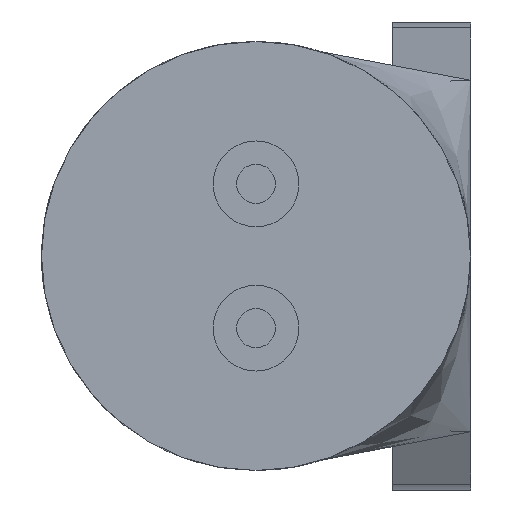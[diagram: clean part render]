
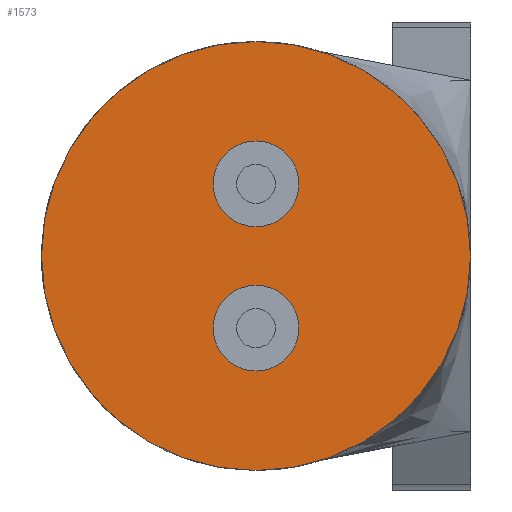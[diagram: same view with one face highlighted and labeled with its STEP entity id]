
A CAD part, left-side view. The second image highlights one B-rep face of the part: STEP entity #1573.
In plain terms, the highlighted planar face has unit normal (-1, 0, 0).
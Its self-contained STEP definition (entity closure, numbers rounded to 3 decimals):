
#1401 = VERTEX_POINT ( 'NONE', #1785 ) ;
#1402 = VERTEX_POINT ( 'NONE', #1786 ) ;
#1405 = VERTEX_POINT ( 'NONE', #1789 ) ;
#1406 = VERTEX_POINT ( 'NONE', #1790 ) ;
#1412 = VERTEX_POINT ( 'NONE', #1796 ) ;
#1447 = VERTEX_POINT ( 'NONE', #1831 ) ;
#1573 = ADVANCED_FACE ( 'NONE', ( #6383, #6387, #6384 ), #2782, .T. ) ;
#1785 = CARTESIAN_POINT ( 'NONE',  ( -13., 2.75, -1.475 ) ) ;
#1786 = CARTESIAN_POINT ( 'NONE',  ( -13., 2.75, -0.375 ) ) ;
#1789 = CARTESIAN_POINT ( 'NONE',  ( -13., 2.75, 0.375 ) ) ;
#1790 = CARTESIAN_POINT ( 'NONE',  ( -13., 2.75, 1.475 ) ) ;
#1796 = CARTESIAN_POINT ( 'NONE',  ( -13., 2.75, 2.75 ) ) ;
#1831 = CARTESIAN_POINT ( 'NONE',  ( -13., 2.75, -2.75 ) ) ;
#2782 = PLANE ( 'NONE',  #3890 ) ;
#2788 = CARTESIAN_POINT ( 'NONE',  ( -13., 2.75, 0. ) ) ;
#2789 = DIRECTION ( 'NONE',  ( -1., 0., 0. ) ) ;
#2790 = DIRECTION ( 'NONE',  ( 0., 0., 1. ) ) ;
#2903 = EDGE_LOOP ( 'NONE', ( #3181, #3298 ) ) ;
#2906 = EDGE_LOOP ( 'NONE', ( #3286, #3167 ) ) ;
#2947 = EDGE_LOOP ( 'NONE', ( #3645, #3378 ) ) ;
#3167 = ORIENTED_EDGE ( 'NONE', *, *, #4251, .F. ) ;
#3181 = ORIENTED_EDGE ( 'NONE', *, *, #4250, .F. ) ;
#3286 = ORIENTED_EDGE ( 'NONE', *, *, #4235, .F. ) ;
#3298 = ORIENTED_EDGE ( 'NONE', *, *, #4241, .F. ) ;
#3378 = ORIENTED_EDGE ( 'NONE', *, *, #4245, .F. ) ;
#3645 = ORIENTED_EDGE ( 'NONE', *, *, #4249, .F. ) ;
#3890 = AXIS2_PLACEMENT_3D ( 'NONE', #2788, #2789, #2790 ) ;
#4235 = EDGE_CURVE ( 'NONE', #1447, #1412, #5588, .T. ) ;
#4241 = EDGE_CURVE ( 'NONE', #1406, #1405, #5601, .T. ) ;
#4245 = EDGE_CURVE ( 'NONE', #1402, #1401, #5607, .T. ) ;
#4249 = EDGE_CURVE ( 'NONE', #1401, #1402, #5613, .T. ) ;
#4250 = EDGE_CURVE ( 'NONE', #1405, #1406, #5614, .T. ) ;
#4251 = EDGE_CURVE ( 'NONE', #1412, #1447, #5615, .T. ) ;
#5280 = CARTESIAN_POINT ( 'NONE',  ( -13., 2.75, 0. ) ) ;
#5281 = DIRECTION ( 'NONE',  ( 1., 0., 0. ) ) ;
#5282 = DIRECTION ( 'NONE',  ( 0., 0., -1. ) ) ;
#5308 = CARTESIAN_POINT ( 'NONE',  ( -13., 2.75, 0.925 ) ) ;
#5309 = DIRECTION ( 'NONE',  ( -1., 0., 0. ) ) ;
#5310 = DIRECTION ( 'NONE',  ( 0., 0., 1. ) ) ;
#5318 = CARTESIAN_POINT ( 'NONE',  ( -13., 2.75, -0.925 ) ) ;
#5319 = DIRECTION ( 'NONE',  ( -1., 0., 0. ) ) ;
#5320 = DIRECTION ( 'NONE',  ( 0., 0., 1. ) ) ;
#5327 = CARTESIAN_POINT ( 'NONE',  ( -13., 2.75, -0.925 ) ) ;
#5328 = DIRECTION ( 'NONE',  ( -1., 0., 0. ) ) ;
#5329 = DIRECTION ( 'NONE',  ( 0., 0., 1. ) ) ;
#5330 = CARTESIAN_POINT ( 'NONE',  ( -13., 2.75, 0.925 ) ) ;
#5331 = DIRECTION ( 'NONE',  ( -1., 0., 0. ) ) ;
#5332 = DIRECTION ( 'NONE',  ( 0., 0., 1. ) ) ;
#5333 = CARTESIAN_POINT ( 'NONE',  ( -13., 2.75, 0. ) ) ;
#5334 = DIRECTION ( 'NONE',  ( 1., 0., 0. ) ) ;
#5335 = DIRECTION ( 'NONE',  ( 0., 0., -1. ) ) ;
#5588 = CIRCLE ( 'NONE', #6158, 2.75 ) ;
#5601 = CIRCLE ( 'NONE', #6160, 0.55 ) ;
#5607 = CIRCLE ( 'NONE', #6162, 0.55 ) ;
#5613 = CIRCLE ( 'NONE', #6165, 0.55 ) ;
#5614 = CIRCLE ( 'NONE', #6166, 0.55 ) ;
#5615 = CIRCLE ( 'NONE', #6167, 2.75 ) ;
#6158 = AXIS2_PLACEMENT_3D ( 'NONE', #5280, #5281, #5282 ) ;
#6160 = AXIS2_PLACEMENT_3D ( 'NONE', #5308, #5309, #5310 ) ;
#6162 = AXIS2_PLACEMENT_3D ( 'NONE', #5318, #5319, #5320 ) ;
#6165 = AXIS2_PLACEMENT_3D ( 'NONE', #5327, #5328, #5329 ) ;
#6166 = AXIS2_PLACEMENT_3D ( 'NONE', #5330, #5331, #5332 ) ;
#6167 = AXIS2_PLACEMENT_3D ( 'NONE', #5333, #5334, #5335 ) ;
#6383 = FACE_BOUND ( 'NONE', #2903, .T. ) ;
#6384 = FACE_BOUND ( 'NONE', #2947, .T. ) ;
#6387 = FACE_OUTER_BOUND ( 'NONE', #2906, .T. ) ;
